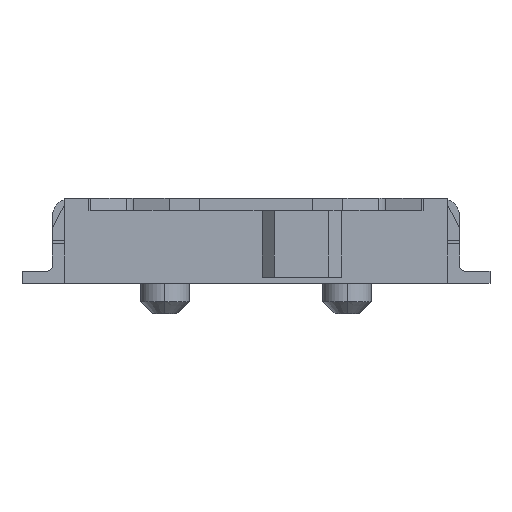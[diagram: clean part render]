
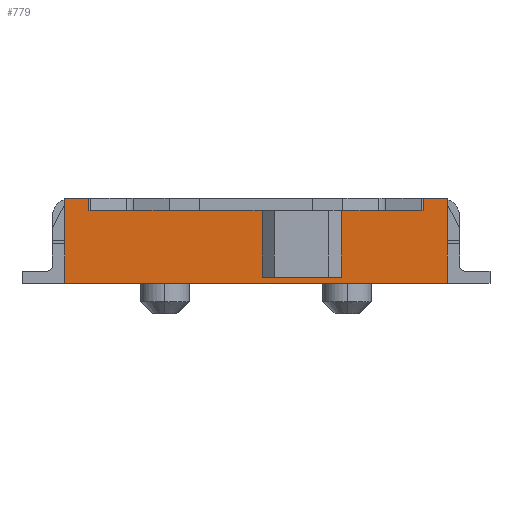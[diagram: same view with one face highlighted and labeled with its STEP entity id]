
A CAD part, front view. The second image highlights one B-rep face of the part: STEP entity #779.
In plain terms, the highlighted planar face has unit normal (0, -1, 0).
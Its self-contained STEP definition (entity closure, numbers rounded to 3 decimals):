
#240 = VERTEX_POINT('',#241);
#241 = CARTESIAN_POINT('',(-3.15,-1.3,0.02));
#392 = VERTEX_POINT('',#393);
#393 = CARTESIAN_POINT('',(3.15,-1.3,
    0.02));
#779 = ADVANCED_FACE('',(#780),#930,.F.);
#780 = FACE_BOUND('',#781,.T.);
#781 = EDGE_LOOP('',(#782,#790,#798,#806,#814,#822,#830,#838,#846,#854,
    #862,#870,#878,#886,#894,#902,#910,#918,#924));
#782 = ORIENTED_EDGE('',*,*,#783,.F.);
#783 = EDGE_CURVE('',#784,#392,#786,.T.);
#784 = VERTEX_POINT('',#785);
#785 = CARTESIAN_POINT('',(3.15,-1.3,0.67
    ));
#786 = LINE('',#787,#788);
#787 = CARTESIAN_POINT('',(3.15,-1.3,1.42
    ));
#788 = VECTOR('',#789,1.);
#789 = DIRECTION('',(0.,0.,-1.));
#790 = ORIENTED_EDGE('',*,*,#791,.F.);
#791 = EDGE_CURVE('',#792,#784,#794,.T.);
#792 = VERTEX_POINT('',#793);
#793 = CARTESIAN_POINT('',(3.15,-1.3,1.42
    ));
#794 = LINE('',#795,#796);
#795 = CARTESIAN_POINT('',(3.15,-1.3,1.42
    ));
#796 = VECTOR('',#797,1.);
#797 = DIRECTION('',(0.,0.,-1.));
#798 = ORIENTED_EDGE('',*,*,#799,.F.);
#799 = EDGE_CURVE('',#800,#792,#802,.T.);
#800 = VERTEX_POINT('',#801);
#801 = CARTESIAN_POINT('',(2.75,-1.3,1.42)
  );
#802 = LINE('',#803,#804);
#803 = CARTESIAN_POINT('',(-3.85,-1.3,1.42));
#804 = VECTOR('',#805,1.);
#805 = DIRECTION('',(1.,0.,0.));
#806 = ORIENTED_EDGE('',*,*,#807,.F.);
#807 = EDGE_CURVE('',#808,#800,#810,.T.);
#808 = VERTEX_POINT('',#809);
#809 = CARTESIAN_POINT('',(2.75,-1.3,1.22
    ));
#810 = LINE('',#811,#812);
#811 = CARTESIAN_POINT('',(2.75,-1.3,1.42
    ));
#812 = VECTOR('',#813,1.);
#813 = DIRECTION('',(0.,0.,1.));
#814 = ORIENTED_EDGE('',*,*,#815,.F.);
#815 = EDGE_CURVE('',#816,#808,#818,.T.);
#816 = VERTEX_POINT('',#817);
#817 = CARTESIAN_POINT('',(2.72,-1.3,1.22
    ));
#818 = LINE('',#819,#820);
#819 = CARTESIAN_POINT('',(-3.85,-1.3,1.22));
#820 = VECTOR('',#821,1.);
#821 = DIRECTION('',(1.,0.,0.));
#822 = ORIENTED_EDGE('',*,*,#823,.F.);
#823 = EDGE_CURVE('',#824,#816,#826,.T.);
#824 = VERTEX_POINT('',#825);
#825 = CARTESIAN_POINT('',(1.43,-1.3,1.22
    ));
#826 = LINE('',#827,#828);
#827 = CARTESIAN_POINT('',(-3.85,-1.3,1.22));
#828 = VECTOR('',#829,1.);
#829 = DIRECTION('',(1.,0.,0.));
#830 = ORIENTED_EDGE('',*,*,#831,.F.);
#831 = EDGE_CURVE('',#832,#824,#834,.T.);
#832 = VERTEX_POINT('',#833);
#833 = CARTESIAN_POINT('',(1.4,-1.3,1.22
    ));
#834 = LINE('',#835,#836);
#835 = CARTESIAN_POINT('',(-3.85,-1.3,1.22));
#836 = VECTOR('',#837,1.);
#837 = DIRECTION('',(1.,0.,0.));
#838 = ORIENTED_EDGE('',*,*,#839,.F.);
#839 = EDGE_CURVE('',#840,#832,#842,.T.);
#840 = VERTEX_POINT('',#841);
#841 = CARTESIAN_POINT('',(1.4,-1.3,0.82
    ));
#842 = LINE('',#843,#844);
#843 = CARTESIAN_POINT('',(1.4,-1.3,1.42)
  );
#844 = VECTOR('',#845,1.);
#845 = DIRECTION('',(0.,0.,1.));
#846 = ORIENTED_EDGE('',*,*,#847,.F.);
#847 = EDGE_CURVE('',#848,#840,#850,.T.);
#848 = VERTEX_POINT('',#849);
#849 = CARTESIAN_POINT('',(0.1,-1.3,0.82
    ));
#850 = LINE('',#851,#852);
#851 = CARTESIAN_POINT('',(-3.85,-1.3,0.82));
#852 = VECTOR('',#853,1.);
#853 = DIRECTION('',(1.,0.,0.));
#854 = ORIENTED_EDGE('',*,*,#855,.T.);
#855 = EDGE_CURVE('',#848,#856,#858,.T.);
#856 = VERTEX_POINT('',#857);
#857 = CARTESIAN_POINT('',(0.1,-1.3,1.22
    ));
#858 = LINE('',#859,#860);
#859 = CARTESIAN_POINT('',(0.1,-1.3,1.22));
#860 = VECTOR('',#861,1.);
#861 = DIRECTION('',(0.,0.,1.));
#862 = ORIENTED_EDGE('',*,*,#863,.F.);
#863 = EDGE_CURVE('',#864,#856,#866,.T.);
#864 = VERTEX_POINT('',#865);
#865 = CARTESIAN_POINT('',(-0.93,-1.3,1.22
    ));
#866 = LINE('',#867,#868);
#867 = CARTESIAN_POINT('',(-3.85,-1.3,
    1.22));
#868 = VECTOR('',#869,1.);
#869 = DIRECTION('',(1.,0.,0.));
#870 = ORIENTED_EDGE('',*,*,#871,.F.);
#871 = EDGE_CURVE('',#872,#864,#874,.T.);
#872 = VERTEX_POINT('',#873);
#873 = CARTESIAN_POINT('',(-1.43,-1.3,
    1.22));
#874 = LINE('',#875,#876);
#875 = CARTESIAN_POINT('',(-3.85,-1.3,1.22));
#876 = VECTOR('',#877,1.);
#877 = DIRECTION('',(1.,0.,0.));
#878 = ORIENTED_EDGE('',*,*,#879,.F.);
#879 = EDGE_CURVE('',#880,#872,#882,.T.);
#880 = VERTEX_POINT('',#881);
#881 = CARTESIAN_POINT('',(-2.72,-1.3,
    1.22));
#882 = LINE('',#883,#884);
#883 = CARTESIAN_POINT('',(-3.85,-1.3,1.22));
#884 = VECTOR('',#885,1.);
#885 = DIRECTION('',(1.,0.,0.));
#886 = ORIENTED_EDGE('',*,*,#887,.F.);
#887 = EDGE_CURVE('',#888,#880,#890,.T.);
#888 = VERTEX_POINT('',#889);
#889 = CARTESIAN_POINT('',(-2.75,-1.3,
    1.22));
#890 = LINE('',#891,#892);
#891 = CARTESIAN_POINT('',(-3.85,-1.3,1.22));
#892 = VECTOR('',#893,1.);
#893 = DIRECTION('',(1.,0.,0.));
#894 = ORIENTED_EDGE('',*,*,#895,.F.);
#895 = EDGE_CURVE('',#896,#888,#898,.T.);
#896 = VERTEX_POINT('',#897);
#897 = CARTESIAN_POINT('',(-2.75,-1.3,
    1.42));
#898 = LINE('',#899,#900);
#899 = CARTESIAN_POINT('',(-2.75,-1.3,
    1.42));
#900 = VECTOR('',#901,1.);
#901 = DIRECTION('',(0.,0.,-1.));
#902 = ORIENTED_EDGE('',*,*,#903,.F.);
#903 = EDGE_CURVE('',#904,#896,#906,.T.);
#904 = VERTEX_POINT('',#905);
#905 = CARTESIAN_POINT('',(-3.15,-1.3,
    1.42));
#906 = LINE('',#907,#908);
#907 = CARTESIAN_POINT('',(-3.85,-1.3,1.42));
#908 = VECTOR('',#909,1.);
#909 = DIRECTION('',(1.,0.,0.));
#910 = ORIENTED_EDGE('',*,*,#911,.F.);
#911 = EDGE_CURVE('',#912,#904,#914,.T.);
#912 = VERTEX_POINT('',#913);
#913 = CARTESIAN_POINT('',(-3.15,-1.3,0.67));
#914 = LINE('',#915,#916);
#915 = CARTESIAN_POINT('',(-3.15,-1.3,
    1.42));
#916 = VECTOR('',#917,1.);
#917 = DIRECTION('',(0.,0.,1.));
#918 = ORIENTED_EDGE('',*,*,#919,.T.);
#919 = EDGE_CURVE('',#912,#240,#920,.T.);
#920 = LINE('',#921,#922);
#921 = CARTESIAN_POINT('',(-3.15,-1.3,1.42));
#922 = VECTOR('',#923,1.);
#923 = DIRECTION('',(0.,0.,-1.));
#924 = ORIENTED_EDGE('',*,*,#925,.F.);
#925 = EDGE_CURVE('',#392,#240,#926,.T.);
#926 = LINE('',#927,#928);
#927 = CARTESIAN_POINT('',(-3.85,-1.3,0.02));
#928 = VECTOR('',#929,1.);
#929 = DIRECTION('',(-1.,0.,0.));
#930 = PLANE('',#931);
#931 = AXIS2_PLACEMENT_3D('',#932,#933,#934);
#932 = CARTESIAN_POINT('',(-3.85,-1.3,1.42));
#933 = DIRECTION('',(0.,1.,0.));
#934 = DIRECTION('',(0.,0.,1.));
